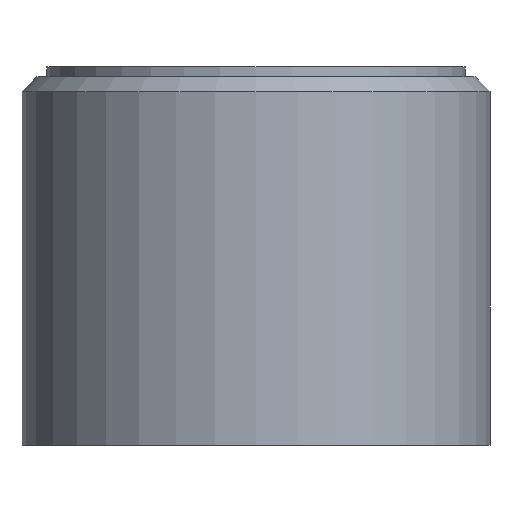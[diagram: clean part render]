
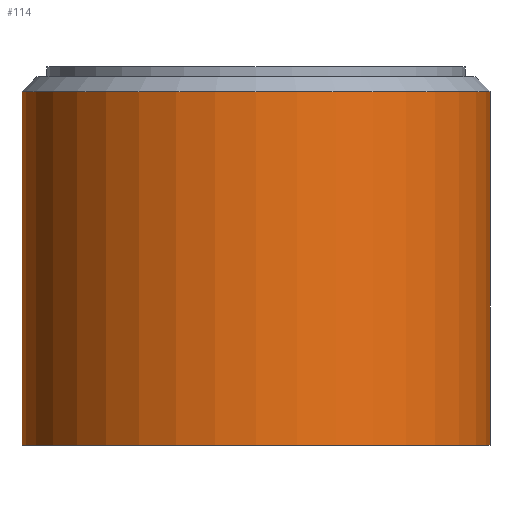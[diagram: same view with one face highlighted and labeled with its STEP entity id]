
A CAD part, front view. The second image highlights one B-rep face of the part: STEP entity #114.
In plain terms, the highlighted cylindrical face has radius 23.5 mm (diameter 47 mm), a full revolution.
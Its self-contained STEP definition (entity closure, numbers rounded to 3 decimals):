
#21=CYLINDRICAL_SURFACE('',#143,23.5);
#31=ORIENTED_EDGE('',*,*,#49,.T.);
#32=ORIENTED_EDGE('',*,*,#45,.T.);
#45=EDGE_CURVE('',#54,#54,#63,.T.);
#49=EDGE_CURVE('',#58,#58,#67,.T.);
#54=VERTEX_POINT('',#201);
#58=VERTEX_POINT('',#211);
#63=CIRCLE('',#138,23.5);
#67=CIRCLE('',#144,23.5);
#76=EDGE_LOOP('',(#31));
#77=EDGE_LOOP('',(#32));
#94=FACE_BOUND('',#76,.T.);
#95=FACE_BOUND('',#77,.T.);
#114=ADVANCED_FACE('',(#94,#95),#21,.T.);
#138=AXIS2_PLACEMENT_3D('',#200,#163,#164);
#143=AXIS2_PLACEMENT_3D('',#209,#173,#174);
#144=AXIS2_PLACEMENT_3D('',#210,#175,#176);
#163=DIRECTION('',(0.,0.,1.));
#164=DIRECTION('',(1.,0.,0.));
#173=DIRECTION('',(0.,0.,1.));
#174=DIRECTION('',(1.,0.,0.));
#175=DIRECTION('',(0.,0.,-1.));
#176=DIRECTION('',(-1.,0.,0.));
#200=CARTESIAN_POINT('',(0.,0.,-22.959));
#201=CARTESIAN_POINT('',(23.5,0.,-22.959));
#209=CARTESIAN_POINT('',(0.,0.,-22.959));
#210=CARTESIAN_POINT('',(0.,0.,12.541));
#211=CARTESIAN_POINT('',(-23.5,0.,12.541));
